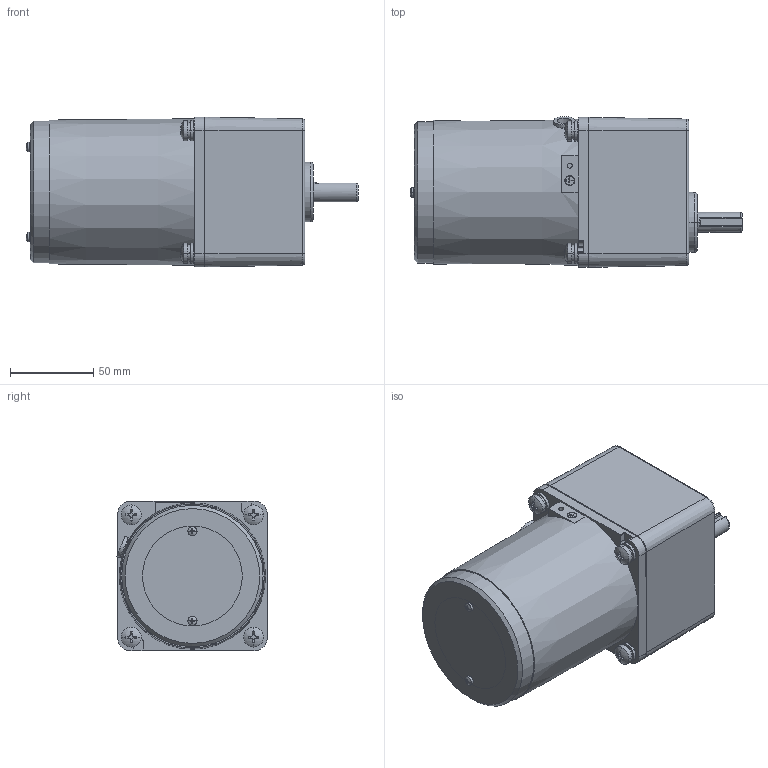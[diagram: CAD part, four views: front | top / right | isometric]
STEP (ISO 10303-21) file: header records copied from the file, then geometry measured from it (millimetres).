
FILE_DESCRIPTION(/* description */ (''),/* implementation_level */ '2;1');
FILE_NAME(/* name */ '5RK40GN-CF',/* time_stamp */ '2015-09-29T09:18:47+08:00',/* author */ (''),/* organization */ (''),/* preprocessor_version */ 'ST-DEVELOPER v9',/* originating_system */ 'UGS - NX 4.0',/* authorisation */ '');
FILE_SCHEMA (('CONFIG_CONTROL_DESIGN'));
Length unit declared in the file: millimetre
Products named in the file (1): Admi1355ewlq
Bounding box: 199.57 x 90.47 x 90 mm (x, y, z)
Volume: 1115020.2 mm3; surface area: 113818.9 mm2
Topology: 36 solids, 36 shells, 734 faces, 1835 edges, 1206 vertices
Faces by surface type: plane 369, cylinder 267, sphere 36, cone 35, torus 25, bspline 2
Full cylindrical faces by diameter (mm): 3 x1, 5.5 x1, 5.9 x1, 7 x4, 8.5 x1, 10 x1, 10.4 x2, 11 x2, 13 x1, 44 x1, 60 x2, 85 x2
Entity records: 22858 total; most frequent: CARTESIAN_POINT 4957, DIRECTION 3978, ORIENTED_EDGE 3524, EDGE_CURVE 1762, AXIS2_PLACEMENT_3D 1595, VERTEX_POINT 1188, CIRCLE 862, EDGE_LOOP 843
